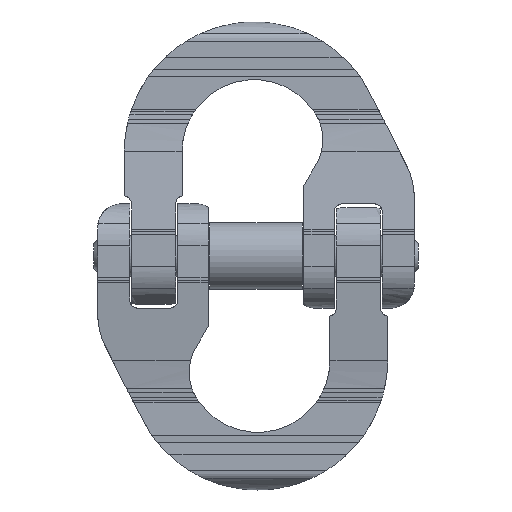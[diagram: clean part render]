
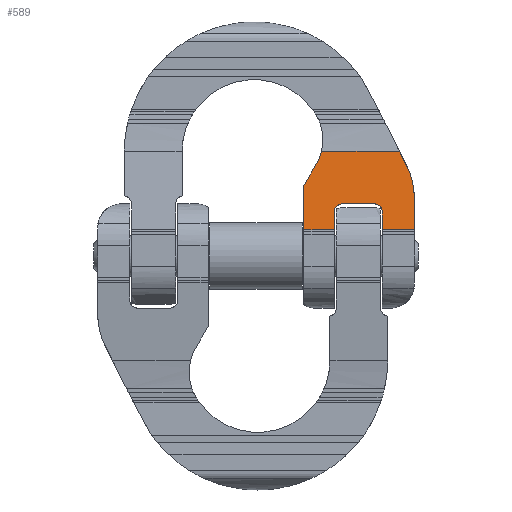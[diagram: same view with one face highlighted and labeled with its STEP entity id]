
A CAD part, front view. The second image highlights one B-rep face of the part: STEP entity #589.
In plain terms, the highlighted planar face has unit normal (0, -0.993, 0.122).
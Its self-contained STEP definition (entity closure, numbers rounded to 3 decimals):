
#589=ADVANCED_FACE('',(#1341),#1342,.T.);
#1341=FACE_OUTER_BOUND('',#2548,.T.);
#1342=PLANE('',#2549);
#2548=EDGE_LOOP('',(#5672,#5673,#5674,#5675,#5676,#5677,#5678,#5679,#5680,#5681,#5682,#5683));
#2549=AXIS2_PLACEMENT_3D('',#5684,#5685,#5686);
#5672=ORIENTED_EDGE('',*,*,#7778,.F.);
#5673=ORIENTED_EDGE('',*,*,#7779,.F.);
#5674=ORIENTED_EDGE('',*,*,#7780,.F.);
#5675=ORIENTED_EDGE('',*,*,#7346,.T.);
#5676=ORIENTED_EDGE('',*,*,#7781,.F.);
#5677=ORIENTED_EDGE('',*,*,#7782,.F.);
#5678=ORIENTED_EDGE('',*,*,#7783,.F.);
#5679=ORIENTED_EDGE('',*,*,#7784,.F.);
#5680=ORIENTED_EDGE('',*,*,#7785,.F.);
#5681=ORIENTED_EDGE('',*,*,#7351,.T.);
#5682=ORIENTED_EDGE('',*,*,#7786,.F.);
#5683=ORIENTED_EDGE('',*,*,#7787,.F.);
#5684=CARTESIAN_POINT('',(19.55,1.244,26.089));
#5685=DIRECTION('',(0.,-0.992,0.122));
#5686=DIRECTION('',(-1.0,0.,0.0));
#7346=EDGE_CURVE('',#8518,#8516,#8519,.T.);
#7351=EDGE_CURVE('',#8527,#8525,#8528,.T.);
#7778=EDGE_CURVE('',#9169,#9170,#9171,.T.);
#7779=EDGE_CURVE('',#9172,#9169,#9173,.T.);
#7780=EDGE_CURVE('',#8518,#9172,#9174,.T.);
#7781=EDGE_CURVE('',#9175,#8516,#9176,.T.);
#7782=EDGE_CURVE('',#9177,#9175,#9178,.T.);
#7783=EDGE_CURVE('',#9179,#9177,#9180,.T.);
#7784=EDGE_CURVE('',#9181,#9179,#9182,.T.);
#7785=EDGE_CURVE('',#8527,#9181,#9183,.T.);
#7786=EDGE_CURVE('',#9184,#8525,#9185,.T.);
#7787=EDGE_CURVE('',#9170,#9184,#9186,.T.);
#8516=VERTEX_POINT('',#10248);
#8518=VERTEX_POINT('',#10250);
#8519=LINE('',#10251,#10252);
#8525=VERTEX_POINT('',#10259);
#8527=VERTEX_POINT('',#10261);
#8528=LINE('',#10262,#10263);
#9169=VERTEX_POINT('',#11474);
#9170=VERTEX_POINT('',#11475);
#9171=ELLIPSE('',#11476,6.045,6.);
#9172=VERTEX_POINT('',#11477);
#9173=LINE('',#11478,#11479);
#9174=LINE('',#11480,#11481);
#9175=VERTEX_POINT('',#11482);
#9176=LINE('',#11483,#11484);
#9177=VERTEX_POINT('',#11485);
#9178=ELLIPSE('',#11486,1.008,1.0);
#9179=VERTEX_POINT('',#11487);
#9180=LINE('',#11488,#11489);
#9181=VERTEX_POINT('',#11490);
#9182=ELLIPSE('',#11491,1.008,1.0);
#9183=LINE('',#11492,#11493);
#9184=VERTEX_POINT('',#11494);
#9185=B_SPLINE_CURVE_WITH_KNOTS('',3,(#11495,#11496,#11497,#11498,#11499,#11500,#11501,#11502,#11503,#11504,#11505,#11506,#11507,#11508,#11509,#11510,#11511,#11512,#11513,#11514,#11515,#11516,#11517,#11518,#11519,#11520,#11521,#11522,#11523,#11524,#11525,#11526,#11527,#11528,#11529,#11530,#11531,#11532,#11533,#11534,#11535,#11536,#11537,#11538,#11539,#11540,#11541,#11542,#11543,#11544,#11545,#11546,#11547,#11548,#11549,#11550,#11551,#11552,#11553,#11554,#11555,#11556,#11557,#11558,#11559,#11560,#11561),.UNSPECIFIED.,.F.,.F.,(4,3,3,3,3,3,3,3,3,3,3,3,3,3,3,3,3,3,3,3,3,3,4),(-1.38,-1.379,-1.334,-1.327,-1.32,-1.312,-1.303,-1.258,-1.171,-1.141,-1.005,-0.926,-0.834,-0.821,-0.808,-0.78,-0.718,-0.59,-0.336,-0.164,-0.078,-0.044,-0.034),.UNSPECIFIED.);
#9186=LINE('',#11562,#11563);
#10248=CARTESIAN_POINT('',(9.55,0.038,16.305));
#10250=CARTESIAN_POINT('',(5.75,0.038,16.305));
#10251=CARTESIAN_POINT('',(19.55,0.038,16.305));
#10252=VECTOR('',#13952,10.0);
#10259=CARTESIAN_POINT('',(19.55,0.038,16.305));
#10261=CARTESIAN_POINT('',(15.55,0.038,16.305));
#10262=CARTESIAN_POINT('',(19.55,0.038,16.305));
#10263=VECTOR('',#13960,10.0);
#11474=CARTESIAN_POINT('',(7.327,1.052,24.529));
#11475=CARTESIAN_POINT('',(7.955,1.244,26.089));
#11476=AXIS2_PLACEMENT_3D('',#14248,#14249,#14250);
#11477=CARTESIAN_POINT('',(5.75,0.715,21.798));
#11478=CARTESIAN_POINT('',(8.369,1.275,26.334));
#11479=VECTOR('',#14251,10.0);
#11480=CARTESIAN_POINT('',(5.75,0.069,16.56));
#11481=VECTOR('',#14252,10.0);
#11482=CARTESIAN_POINT('',(9.55,0.308,18.5));
#11483=CARTESIAN_POINT('',(9.55,0.774,22.276));
#11484=VECTOR('',#14253,10.0);
#11485=CARTESIAN_POINT('',(10.55,0.432,19.5));
#11486=AXIS2_PLACEMENT_3D('',#14254,#14255,#14256);
#11487=CARTESIAN_POINT('',(14.55,0.432,19.5));
#11488=CARTESIAN_POINT('',(17.05,0.432,19.5));
#11489=VECTOR('',#14257,10.0);
#11490=CARTESIAN_POINT('',(15.55,0.308,18.5));
#11491=AXIS2_PLACEMENT_3D('',#14258,#14259,#14260);
#11492=CARTESIAN_POINT('',(15.55,0.045,16.366));
#11493=VECTOR('',#14261,10.0);
#11494=CARTESIAN_POINT('',(17.687,1.244,26.089));
#11495=CARTESIAN_POINT('',(17.687,1.244,26.089));
#11496=CARTESIAN_POINT('',(17.694,1.242,26.073));
#11497=CARTESIAN_POINT('',(17.702,1.24,26.058));
#11498=CARTESIAN_POINT('',(17.71,1.239,26.042));
#11499=CARTESIAN_POINT('',(17.931,1.185,25.61));
#11500=CARTESIAN_POINT('',(18.109,1.142,25.259));
#11501=CARTESIAN_POINT('',(18.258,1.106,24.967));
#11502=CARTESIAN_POINT('',(18.282,1.1,24.92));
#11503=CARTESIAN_POINT('',(18.305,1.095,24.875));
#11504=CARTESIAN_POINT('',(18.327,1.089,24.831));
#11505=CARTESIAN_POINT('',(18.351,1.083,24.784));
#11506=CARTESIAN_POINT('',(18.374,1.078,24.739));
#11507=CARTESIAN_POINT('',(18.397,1.072,24.695));
#11508=CARTESIAN_POINT('',(18.421,1.067,24.647));
#11509=CARTESIAN_POINT('',(18.444,1.061,24.602));
#11510=CARTESIAN_POINT('',(18.466,1.055,24.558));
#11511=CARTESIAN_POINT('',(18.491,1.05,24.51));
#11512=CARTESIAN_POINT('',(18.513,1.044,24.464));
#11513=CARTESIAN_POINT('',(18.535,1.038,24.42));
#11514=CARTESIAN_POINT('',(18.643,1.011,24.199));
#11515=CARTESIAN_POINT('',(18.723,0.989,24.017));
#11516=CARTESIAN_POINT('',(18.79,0.969,23.854));
#11517=CARTESIAN_POINT('',(18.923,0.929,23.532));
#11518=CARTESIAN_POINT('',(19.022,0.894,23.252));
#11519=CARTESIAN_POINT('',(19.111,0.858,22.96));
#11520=CARTESIAN_POINT('',(19.142,0.846,22.861));
#11521=CARTESIAN_POINT('',(19.17,0.834,22.763));
#11522=CARTESIAN_POINT('',(19.196,0.822,22.667));
#11523=CARTESIAN_POINT('',(19.317,0.768,22.225));
#11524=CARTESIAN_POINT('',(19.397,0.717,21.812));
#11525=CARTESIAN_POINT('',(19.451,0.67,21.435));
#11526=CARTESIAN_POINT('',(19.482,0.643,21.216));
#11527=CARTESIAN_POINT('',(19.504,0.618,21.008));
#11528=CARTESIAN_POINT('',(19.519,0.594,20.814));
#11529=CARTESIAN_POINT('',(19.537,0.566,20.589));
#11530=CARTESIAN_POINT('',(19.546,0.541,20.383));
#11531=CARTESIAN_POINT('',(19.549,0.518,20.196));
#11532=CARTESIAN_POINT('',(19.549,0.514,20.17));
#11533=CARTESIAN_POINT('',(19.549,0.511,20.145));
#11534=CARTESIAN_POINT('',(19.55,0.508,20.119));
#11535=CARTESIAN_POINT('',(19.55,0.505,20.093));
#11536=CARTESIAN_POINT('',(19.55,0.502,20.068));
#11537=CARTESIAN_POINT('',(19.55,0.499,20.043));
#11538=CARTESIAN_POINT('',(19.55,0.492,19.99));
#11539=CARTESIAN_POINT('',(19.55,0.486,19.939));
#11540=CARTESIAN_POINT('',(19.55,0.48,19.89));
#11541=CARTESIAN_POINT('',(19.55,0.466,19.78));
#11542=CARTESIAN_POINT('',(19.55,0.454,19.683));
#11543=CARTESIAN_POINT('',(19.55,0.442,19.585));
#11544=CARTESIAN_POINT('',(19.55,0.417,19.384));
#11545=CARTESIAN_POINT('',(19.55,0.393,19.183));
#11546=CARTESIAN_POINT('',(19.55,0.368,18.982));
#11547=CARTESIAN_POINT('',(19.55,0.319,18.585));
#11548=CARTESIAN_POINT('',(19.55,0.27,18.187));
#11549=CARTESIAN_POINT('',(19.55,0.221,17.789));
#11550=CARTESIAN_POINT('',(19.55,0.188,17.521));
#11551=CARTESIAN_POINT('',(19.55,0.155,17.254));
#11552=CARTESIAN_POINT('',(19.55,0.126,17.019));
#11553=CARTESIAN_POINT('',(19.55,0.111,16.9));
#11554=CARTESIAN_POINT('',(19.55,0.095,16.774));
#11555=CARTESIAN_POINT('',(19.55,0.074,16.602));
#11556=CARTESIAN_POINT('',(19.55,0.066,16.535));
#11557=CARTESIAN_POINT('',(19.55,0.057,16.461));
#11558=CARTESIAN_POINT('',(19.55,0.047,16.378));
#11559=CARTESIAN_POINT('',(19.55,0.044,16.355));
#11560=CARTESIAN_POINT('',(19.55,0.041,16.33));
#11561=CARTESIAN_POINT('',(19.55,0.038,16.305));
#11562=CARTESIAN_POINT('',(19.55,1.244,26.089));
#11563=VECTOR('',#14262,10.0);
#13952=DIRECTION('',(1.0,0.0,0.));
#13960=DIRECTION('',(1.0,0.0,0.));
#14248=CARTESIAN_POINT('',(2.131,1.422,27.529));
#14249=DIRECTION('',(0.,-0.992,0.122));
#14250=DIRECTION('',(0.,0.122,0.992));
#14251=DIRECTION('',(0.497,0.106,0.861));
#14252=DIRECTION('',(0.,0.122,0.992));
#14253=DIRECTION('',(0.0,-0.122,-0.992));
#14254=CARTESIAN_POINT('',(10.55,0.308,18.5));
#14255=DIRECTION('',(0.,-0.992,0.122));
#14256=DIRECTION('',(0.,0.122,0.992));
#14257=DIRECTION('',(-1.0,0.,0.0));
#14258=CARTESIAN_POINT('',(14.55,0.308,18.5));
#14259=DIRECTION('',(0.,-0.992,0.122));
#14260=DIRECTION('',(0.,0.122,0.992));
#14261=DIRECTION('',(0.,0.122,0.992));
#14262=DIRECTION('',(1.0,0.0,0.));
